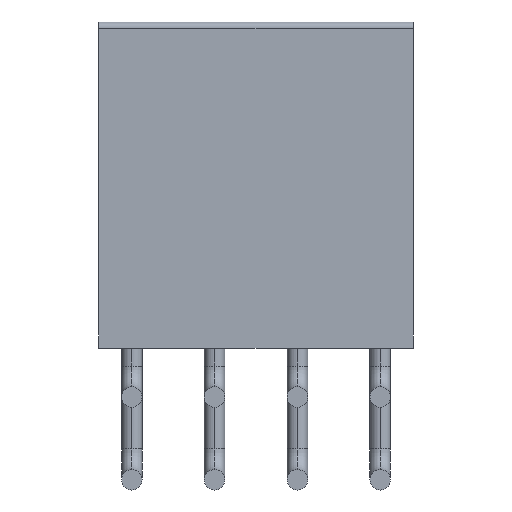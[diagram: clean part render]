
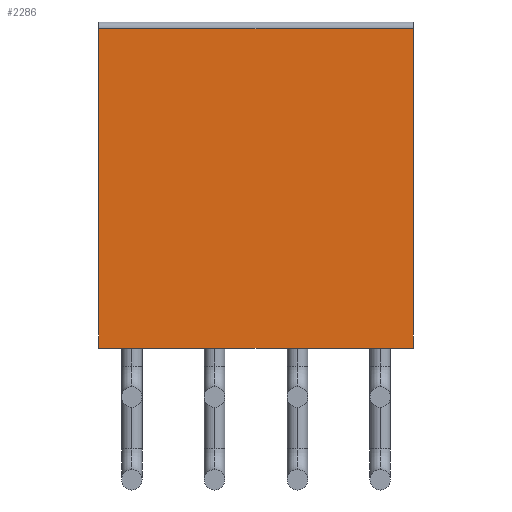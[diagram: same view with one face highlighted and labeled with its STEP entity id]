
A CAD part, front view. The second image highlights one B-rep face of the part: STEP entity #2286.
In plain terms, the highlighted planar face has unit normal (0, -1, 0).
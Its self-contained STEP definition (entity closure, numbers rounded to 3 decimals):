
#180=DIRECTION('',(0.,0.,-1.));
#181=VECTOR('',#180,9.8);
#182=CARTESIAN_POINT('',(-4.83,-4.3,-0.2));
#183=LINE('',#182,#181);
#376=DIRECTION('',(1.,0.,0.));
#377=VECTOR('',#376,9.66);
#378=CARTESIAN_POINT('',(-4.83,-4.3,-10.));
#379=LINE('',#378,#377);
#380=DIRECTION('',(1.,0.,0.));
#381=VECTOR('',#380,9.66);
#382=CARTESIAN_POINT('',(-4.83,-4.3,-0.2));
#383=LINE('',#382,#381);
#981=DIRECTION('',(0.,0.,-1.));
#982=VECTOR('',#981,9.8);
#983=CARTESIAN_POINT('',(4.83,-4.3,-0.2));
#984=LINE('',#983,#982);
#1626=CARTESIAN_POINT('',(-4.83,-4.3,-0.2));
#1627=VERTEX_POINT('',#1626);
#1628=CARTESIAN_POINT('',(-4.83,-4.3,-10.));
#1629=VERTEX_POINT('',#1628);
#1648=CARTESIAN_POINT('',(4.83,-4.3,-0.2));
#1649=VERTEX_POINT('',#1648);
#1650=CARTESIAN_POINT('',(4.83,-4.3,-10.));
#1651=VERTEX_POINT('',#1650);
#2273=CARTESIAN_POINT('',(-4.83,-4.3,-0.2));
#2274=DIRECTION('',(0.,-1.,0.));
#2275=DIRECTION('',(0.,0.,-1.));
#2276=AXIS2_PLACEMENT_3D('',#2273,#2274,#2275);
#2277=PLANE('',#2276);
#2278=ORIENTED_EDGE('',*,*,#2069,.F.);
#2280=ORIENTED_EDGE('',*,*,#2279,.T.);
#2282=ORIENTED_EDGE('',*,*,#2281,.T.);
#2283=ORIENTED_EDGE('',*,*,#2265,.F.);
#2284=EDGE_LOOP('',(#2278,#2280,#2282,#2283));
#2285=FACE_OUTER_BOUND('',#2284,.F.);
#2069=EDGE_CURVE('',#1627,#1629,#183,.T.);
#2265=EDGE_CURVE('',#1629,#1651,#379,.T.);
#2279=EDGE_CURVE('',#1627,#1649,#383,.T.);
#2281=EDGE_CURVE('',#1649,#1651,#984,.T.);
#2286=ADVANCED_FACE('',(#2285),#2277,.T.);
